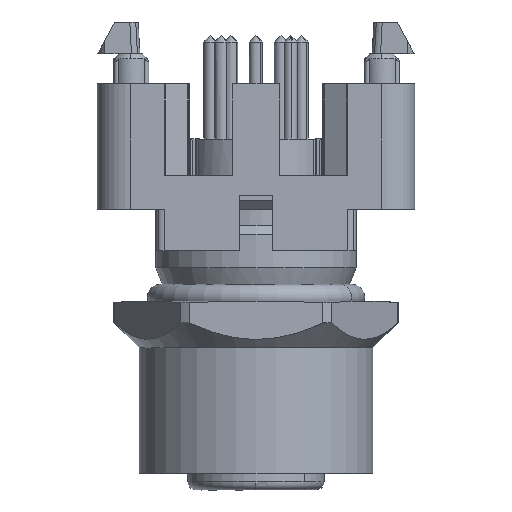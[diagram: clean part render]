
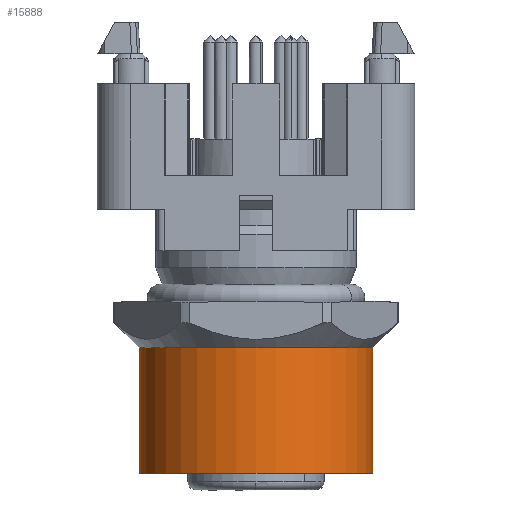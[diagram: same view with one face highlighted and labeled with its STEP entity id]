
A CAD part, front view. The second image highlights one B-rep face of the part: STEP entity #15888.
In plain terms, the highlighted cylindrical face has radius 7 mm (diameter 14 mm), a partial arc.
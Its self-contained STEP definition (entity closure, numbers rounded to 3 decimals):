
#15846=AXIS2_PLACEMENT_3D('Circle Axis2P3D',#15844,#15845,$) ;
#15861=AXIS2_PLACEMENT_3D('Cylinder Axis2P3D',#15858,#15859,#15860) ;
#15879=AXIS2_PLACEMENT_3D('Circle Axis2P3D',#15877,#15878,$) ;
#15839=CARTESIAN_POINT('Vertex',(2.5,8.5,8.5)) ;
#15841=CARTESIAN_POINT('Vertex',(16.5,8.5,8.5)) ;
#15844=CARTESIAN_POINT('Axis2P3D Location',(9.5,8.5,8.5)) ;
#15858=CARTESIAN_POINT('Axis2P3D Location',(9.5,8.5,4.75)) ;
#15863=CARTESIAN_POINT('Line Origine',(16.5,8.5,4.75)) ;
#15867=CARTESIAN_POINT('Vertex',(16.5,8.5,1.)) ;
#15870=CARTESIAN_POINT('Line Origine',(2.5,8.5,4.75)) ;
#15874=CARTESIAN_POINT('Vertex',(2.5,8.5,1.)) ;
#15877=CARTESIAN_POINT('Axis2P3D Location',(9.5,8.5,1.)) ;
#15845=DIRECTION('Axis2P3D Direction',(0.,0.,-1.)) ;
#15859=DIRECTION('Axis2P3D Direction',(0.,0.,-1.)) ;
#15860=DIRECTION('Axis2P3D XDirection',(1.,0.,0.)) ;
#15864=DIRECTION('Vector Direction',(0.,0.,-1.)) ;
#15871=DIRECTION('Vector Direction',(0.,0.,-1.)) ;
#15878=DIRECTION('Axis2P3D Direction',(0.,0.,-1.)) ;
#15865=VECTOR('Line Direction',#15864,1.) ;
#15872=VECTOR('Line Direction',#15871,1.) ;
#15883=ORIENTED_EDGE('',*,*,#15869,.T.) ;
#15884=ORIENTED_EDGE('',*,*,#15848,.T.) ;
#15885=ORIENTED_EDGE('',*,*,#15876,.T.) ;
#15886=ORIENTED_EDGE('',*,*,#15881,.F.) ;
#15888=ADVANCED_FACE('V2',(#15887),#15862,.T.) ;
#15847=CIRCLE('generated circle',#15846,7.) ;
#15880=CIRCLE('generated circle',#15879,7.) ;
#15862=CYLINDRICAL_SURFACE('generated cylinder',#15861,7.) ;
#15848=EDGE_CURVE('',#15842,#15840,#15847,.T.) ;
#15869=EDGE_CURVE('',#15868,#15842,#15866,.F.) ;
#15876=EDGE_CURVE('',#15840,#15875,#15873,.T.) ;
#15881=EDGE_CURVE('',#15868,#15875,#15880,.T.) ;
#15882=EDGE_LOOP('',(#15883,#15884,#15885,#15886)) ;
#15887=FACE_OUTER_BOUND('',#15882,.T.) ;
#15866=LINE('Line',#15863,#15865) ;
#15873=LINE('Line',#15870,#15872) ;
#15840=VERTEX_POINT('',#15839) ;
#15842=VERTEX_POINT('',#15841) ;
#15868=VERTEX_POINT('',#15867) ;
#15875=VERTEX_POINT('',#15874) ;
